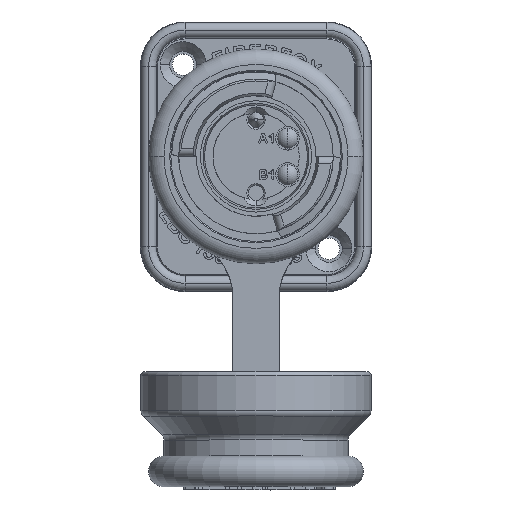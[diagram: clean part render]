
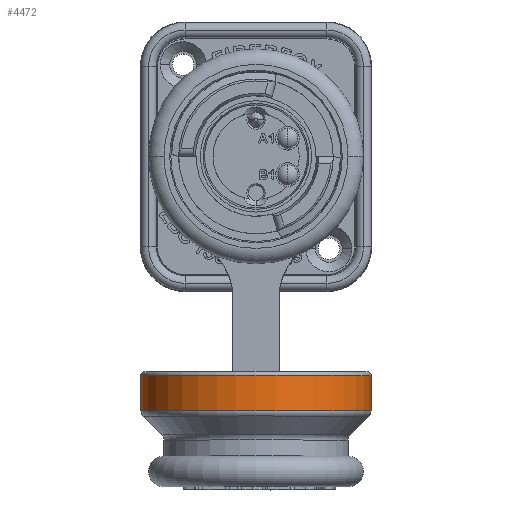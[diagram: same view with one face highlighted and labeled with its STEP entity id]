
A CAD part, top view. The second image highlights one B-rep face of the part: STEP entity #4472.
In plain terms, the highlighted cylindrical face has radius 15 mm (diameter 30 mm), a partial arc.
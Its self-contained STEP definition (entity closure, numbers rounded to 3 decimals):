
#1542 = ORIENTED_EDGE ( 'NONE', *, *, #33983, .T. ) ;
#1576 = FACE_OUTER_BOUND ( 'NONE', #72707, .T. ) ;
#1972 = CYLINDRICAL_SURFACE ( 'NONE', #15853, 15. ) ;
#3149 = VERTEX_POINT ( 'NONE', #67826 ) ;
#4472 = ADVANCED_FACE ( 'NONE', ( #1576 ), #1972, .T. ) ;
#7420 = LINE ( 'NONE', #61541, #31350 ) ;
#10242 = DIRECTION ( 'NONE',  ( 0., -1., 0. ) ) ;
#10389 = VERTEX_POINT ( 'NONE', #64844 ) ;
#13209 = CIRCLE ( 'NONE', #67870, 15. ) ;
#14719 = DIRECTION ( 'NONE',  ( 0., -1., 0. ) ) ;
#15853 = AXIS2_PLACEMENT_3D ( 'NONE', #25892, #14719, #50173 ) ;
#15880 = EDGE_CURVE ( 'NONE', #3149, #10389, #7420, .T. ) ;
#20181 = DIRECTION ( 'NONE',  ( 0., -1., 0. ) ) ;
#22681 = DIRECTION ( 'NONE',  ( 1., 0., 0. ) ) ;
#25892 = CARTESIAN_POINT ( 'NONE',  ( 0., -41.1, 14.34 ) ) ;
#27453 = EDGE_CURVE ( 'NONE', #10389, #57840, #13209, .T. ) ;
#30792 = ORIENTED_EDGE ( 'NONE', *, *, #76873, .T. ) ;
#31350 = VECTOR ( 'NONE', #20181, 1000. ) ;
#31629 = CIRCLE ( 'NONE', #46930, 15. ) ;
#33983 = EDGE_CURVE ( 'NONE', #47818, #57840, #52073, .T. ) ;
#35155 = DIRECTION ( 'NONE',  ( 1., 0., 0. ) ) ;
#35340 = CARTESIAN_POINT ( 'NONE',  ( -15., -41.1, 14.34 ) ) ;
#35535 = DIRECTION ( 'NONE',  ( 0., -1., 0. ) ) ;
#43269 = VECTOR ( 'NONE', #10242, 1000. ) ;
#46930 = AXIS2_PLACEMENT_3D ( 'NONE', #66415, #77561, #22681 ) ;
#47818 = VERTEX_POINT ( 'NONE', #63080 ) ;
#50173 = DIRECTION ( 'NONE',  ( 1., 0., 0. ) ) ;
#52073 = LINE ( 'NONE', #35340, #43269 ) ;
#55713 = ORIENTED_EDGE ( 'NONE', *, *, #27453, .F. ) ;
#57840 = VERTEX_POINT ( 'NONE', #72390 ) ;
#61541 = CARTESIAN_POINT ( 'NONE',  ( 15., -41.1, 14.34 ) ) ;
#63080 = CARTESIAN_POINT ( 'NONE',  ( -15., -28.6, 14.34 ) ) ;
#64844 = CARTESIAN_POINT ( 'NONE',  ( 15., -33.186, 14.34 ) ) ;
#66415 = CARTESIAN_POINT ( 'NONE',  ( 0., -28.6, 14.34 ) ) ;
#67533 = ORIENTED_EDGE ( 'NONE', *, *, #15880, .F. ) ;
#67826 = CARTESIAN_POINT ( 'NONE',  ( 15., -28.6, 14.34 ) ) ;
#67870 = AXIS2_PLACEMENT_3D ( 'NONE', #71336, #35535, #35155 ) ;
#71336 = CARTESIAN_POINT ( 'NONE',  ( 0., -33.186, 14.34 ) ) ;
#72390 = CARTESIAN_POINT ( 'NONE',  ( -15., -33.186, 14.34 ) ) ;
#72707 = EDGE_LOOP ( 'NONE', ( #30792, #1542, #55713, #67533 ) ) ;
#76873 = EDGE_CURVE ( 'NONE', #3149, #47818, #31629, .T. ) ;
#77561 = DIRECTION ( 'NONE',  ( 0., -1., 0. ) ) ;
